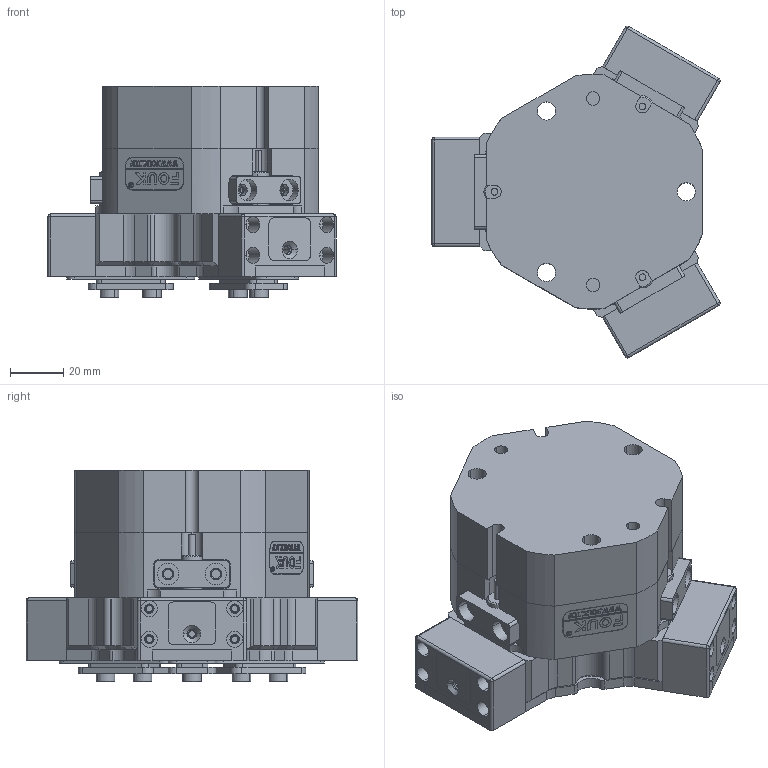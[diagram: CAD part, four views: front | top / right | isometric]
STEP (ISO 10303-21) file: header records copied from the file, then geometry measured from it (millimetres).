
FILE_DESCRIPTION (( 'STEP AP203' ), '1' );
FILE_NAME ('TZ55-94-S-P-NO.STEP', '2024-12-09T01:44:10', ( 'USER-' ), ( 'Microsoft' ), 'SwSTEP 2.0', 'SolidWorks 2018', '' );
FILE_SCHEMA (( 'CONFIG_CONTROL_DESIGN' ));
Length unit declared in the file: millimetre
Products named in the file (27): TZ55-94-P杅耀.sldasm-Part-2-1; 埴翐芛_GB_FASTENER_SCREWS_HSHCS M2X8-N; TZ55-94-P杅耀.sldasm-Part-19-1; TZ55-94-P杅耀.sldasm-Part-30-1; TZ55-94-S-02 賑輸; TZ55-94-S-P; 揤輸杅耀.sldasm-Part-9; TZ55-94-P杅耀.sldasm-Part-9-1; TZ55-94-P杅耀.sldasm-Part-11-1; TZ55-94-P杅耀.sldasm-Part-18; TZ55BS-1-03 菁窒晊扥裔; TZ55-94-S-NC; TZ55-94-P杅耀.sldasm-Part-7-1; 25x12-R3; TZ55-94-P杅耀.sldasm-Part-13; TZ55-94-P杅耀.sldasm-Part-20-1; TZ55-94-P杅耀.sldasm-Part-4-1; TZ55-94-P杅耀.sldasm-Part-3-1; TZ55-94-P杅耀.sldasm-Part-31-1; 揤輸蚾饜极; TZ55-94-S-P-NO; 8-18換覜ん-1; 揤极18; TZ55-94-P杅耀.sldasm-Part-27-1; TZ55C-T-01 ァ蛈褲釱; TZ55-94-P杅耀.sldasm-Part-1-1; TZ55-94-P杅耀.sldasm-Part-15-1
Assembly tree (39 placements, depth 4):
  TZ55-94-S-P-NO
    TZ55-94-S-NC
      TZ55C-T-01 ァ蛈褲釱
      TZ55-94-S-02 賑輸  x3
      8-18換覜ん-1  x3
      揤极18  x3
      TZ55BS-1-03 菁窒晊扥裔
      25x12-R3
      揤輸蚾饜极  x3
        揤輸杅耀.sldasm-Part-9
        埴翐芛_GB_FASTENER_SCREWS_HSHCS M2X8-N
    TZ55-94-S-P
      TZ55-94-P杅耀.sldasm-Part-1-1  x3
      TZ55-94-P杅耀.sldasm-Part-2-1  x2
      TZ55-94-P杅耀.sldasm-Part-3-1
      TZ55-94-P杅耀.sldasm-Part-4-1
      TZ55-94-P杅耀.sldasm-Part-7-1
      TZ55-94-P杅耀.sldasm-Part-9-1
      TZ55-94-P杅耀.sldasm-Part-11-1
      TZ55-94-P杅耀.sldasm-Part-13
      TZ55-94-P杅耀.sldasm-Part-15-1
      TZ55-94-P杅耀.sldasm-Part-18
      TZ55-94-P杅耀.sldasm-Part-19-1
      TZ55-94-P杅耀.sldasm-Part-20-1
      TZ55-94-P杅耀.sldasm-Part-27-1  x2
      TZ55-94-P杅耀.sldasm-Part-30-1
      TZ55-94-P杅耀.sldasm-Part-31-1
Bounding box: 108.14 x 124.56 x 79.5 mm (x, y, z)
Volume: 406552.1 mm3; surface area: 120969.1 mm2
Topology: 40 solids, 86 shells, 2130 faces, 5311 edges, 3380 vertices
Faces by surface type: plane 956, cylinder 655, cone 346, bspline 155, torus 12, sphere 6
Entity records: 59686 total; most frequent: CARTESIAN_POINT 15130, DIRECTION 8547, ORIENTED_EDGE 8494, EDGE_CURVE 4247, AXIS2_PLACEMENT_3D 3001, VERTEX_POINT 2768, VECTOR 2545, LINE 2545
